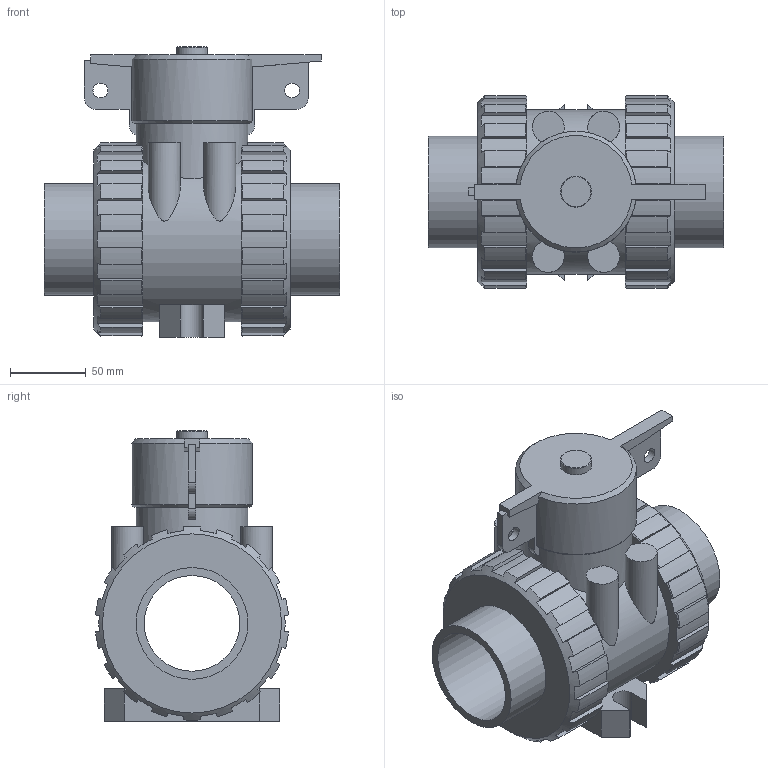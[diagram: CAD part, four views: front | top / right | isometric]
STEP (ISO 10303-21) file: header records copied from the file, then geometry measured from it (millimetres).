
FILE_DESCRIPTION( ( 'STEP AP214' ), '1' );
FILE_NAME( '22363136307(architecture400).stp', '2021-11-17T12:01:34', ( 'License CC BY-ND 4.0' ), ( 'CADENAS' ), ' ', 'PARTsolutions', ' ' );
FILE_SCHEMA( ( 'AUTOMOTIVE_DESIGN { 1 0 10303 214 1 1 1 1 }' ) );
Length unit declared in the file: millimetre
Products named in the file (1): _22363136307(architecture400)
Bounding box: 194.5 x 127.01 x 191.46 mm (x, y, z)
Volume: 1513941.5 mm3; surface area: 167708.6 mm2
Topology: 1 solids, 1 shells, 256 faces, 748 edges, 498 vertices
Faces by surface type: plane 123, cylinder 92, cone 41
Full cylindrical faces by diameter (mm): 9.813 x2, 20.475 x1, 63 x1, 73.6 x3
Entity records: 10986 total; most frequent: CARTESIAN_POINT 2005, ORIENTED_EDGE 1470, DIRECTION 1452, EDGE_CURVE 735, VERTEX_POINT 495, AXIS2_PLACEMENT_3D 490, LINE 472, VECTOR 472
